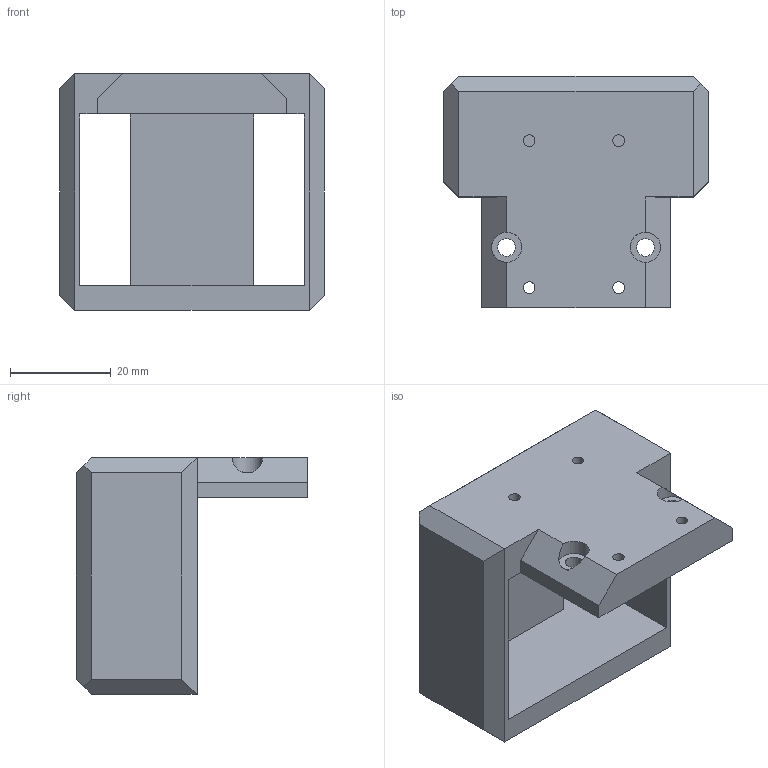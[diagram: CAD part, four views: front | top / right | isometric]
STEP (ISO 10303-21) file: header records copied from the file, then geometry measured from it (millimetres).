
FILE_DESCRIPTION(/* description */ (''),/* implementation_level */ '2;1');
FILE_NAME(/* name */ 'battery_clamp2.step',/* time_stamp */ '2021-09-20T19:37:17+02:00',/* author */ (''),/* organization */ (''),/* preprocessor_version */ 'ST-DEVELOPER v18.1',/* originating_system */ 'Autodesk Translation Framework v10.10.0.1391',/* authorisation */ '');
FILE_SCHEMA (('AUTOMOTIVE_DESIGN { 1 0 10303 214 3 1 1 }'));
Length unit declared in the file: millimetre
Products named in the file (1): battery_clamp2
Bounding box: 52.6 x 46 x 47 mm (x, y, z)
Volume: 31190.9 mm3; surface area: 13738.7 mm2
Topology: 1 solids, 1 shells, 39 faces, 111 edges, 72 vertices
Faces by surface type: plane 30, cylinder 9
Full cylindrical faces by diameter (mm): 2.3 x4, 3.5 x2, 6 x1
Entity records: 1324 total; most frequent: CARTESIAN_POINT 223, ORIENTED_EDGE 222, DIRECTION 213, EDGE_CURVE 111, LINE 89, VECTOR 89, VERTEX_POINT 72, AXIS2_PLACEMENT_3D 62
